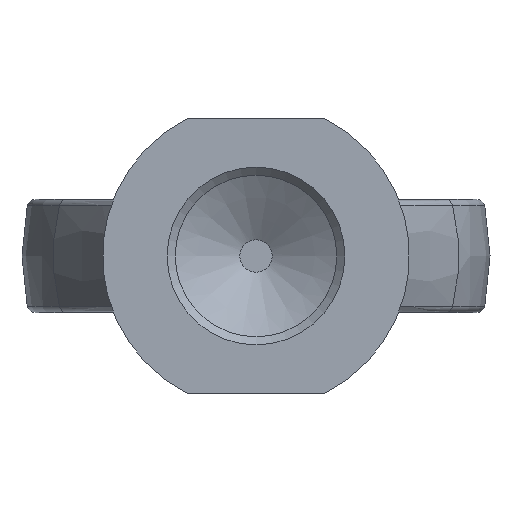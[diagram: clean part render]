
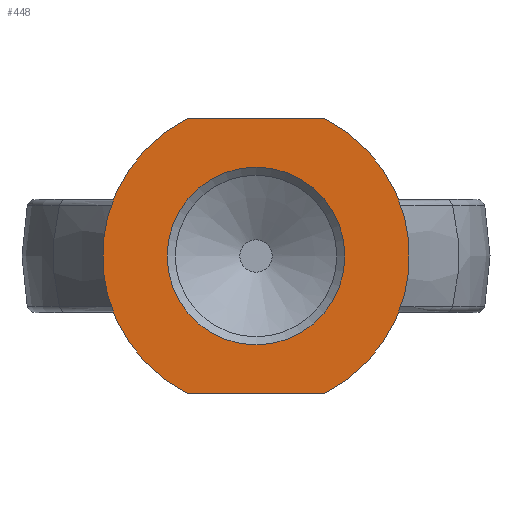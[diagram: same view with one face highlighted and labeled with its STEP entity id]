
A CAD part, front view. The second image highlights one B-rep face of the part: STEP entity #448.
In plain terms, the highlighted planar face has unit normal (0, -1, 0).
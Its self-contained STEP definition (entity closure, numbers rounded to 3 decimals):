
#68 = EDGE_CURVE ( 'NONE', #2184, #814, #2492, .T. ) ;
#100 = DIRECTION ( 'NONE',  ( 1., 0., 0. ) ) ;
#102 = DIRECTION ( 'NONE',  ( 0., 0., -1. ) ) ;
#105 = ORIENTED_EDGE ( 'NONE', *, *, #2678, .T. ) ;
#110 = VECTOR ( 'NONE', #100, 1000. ) ;
#123 = ORIENTED_EDGE ( 'NONE', *, *, #303, .T. ) ;
#130 = CARTESIAN_POINT ( 'NONE',  ( 4.195, -43., 8.5 ) ) ;
#136 = LINE ( 'NONE', #153, #2715 ) ;
#153 = CARTESIAN_POINT ( 'NONE',  ( -14.5, -43., -8.5 ) ) ;
#208 = CIRCLE ( 'NONE', #640, 5.5 ) ;
#233 = DIRECTION ( 'NONE',  ( 0., -1., 0. ) ) ;
#303 = EDGE_CURVE ( 'NONE', #2008, #1582, #991, .T. ) ;
#435 = DIRECTION ( 'NONE',  ( 0., -1., 0. ) ) ;
#448 = ADVANCED_FACE ( 'NONE', ( #2266, #974 ), #1831, .T. ) ;
#459 = DIRECTION ( 'NONE',  ( 0., -1., 0. ) ) ;
#536 = AXIS2_PLACEMENT_3D ( 'NONE', #1923, #1247, #1262 ) ;
#585 = EDGE_LOOP ( 'NONE', ( #1288 ) ) ;
#640 = AXIS2_PLACEMENT_3D ( 'NONE', #1470, #1905, #1291 ) ;
#692 = EDGE_LOOP ( 'NONE', ( #2628, #123, #2269, #105, #871, #931, #1862, #1587 ) ) ;
#764 = DIRECTION ( 'NONE',  ( 0., -1., 0. ) ) ;
#765 = CARTESIAN_POINT ( 'NONE',  ( -4.195, -43., 8.3 ) ) ;
#801 = CARTESIAN_POINT ( 'NONE',  ( -4.285, -43., -8.478 ) ) ;
#814 = VERTEX_POINT ( 'NONE', #130 ) ;
#825 = CIRCLE ( 'NONE', #2114, 0.2 ) ;
#840 = EDGE_CURVE ( 'NONE', #1532, #814, #1994, .T. ) ;
#871 = ORIENTED_EDGE ( 'NONE', *, *, #1581, .T. ) ;
#878 = CARTESIAN_POINT ( 'NONE',  ( -4.195, -43., -8.3 ) ) ;
#931 = ORIENTED_EDGE ( 'NONE', *, *, #68, .T. ) ;
#974 = FACE_OUTER_BOUND ( 'NONE', #692, .T. ) ;
#991 = CIRCLE ( 'NONE', #2276, 0.2 ) ;
#992 = EDGE_CURVE ( 'NONE', #1056, #2008, #1613, .T. ) ;
#1030 = CIRCLE ( 'NONE', #536, 0.2 ) ;
#1056 = VERTEX_POINT ( 'NONE', #1788 ) ;
#1083 = DIRECTION ( 'NONE',  ( 0., 0., -1. ) ) ;
#1185 = CARTESIAN_POINT ( 'NONE',  ( 4.285, -43., -8.478 ) ) ;
#1234 = EDGE_CURVE ( 'NONE', #1857, #1857, #208, .T. ) ;
#1247 = DIRECTION ( 'NONE',  ( 0., -1., 0. ) ) ;
#1262 = DIRECTION ( 'NONE',  ( 0., 0., -1. ) ) ;
#1288 = ORIENTED_EDGE ( 'NONE', *, *, #1234, .T. ) ;
#1291 = DIRECTION ( 'NONE',  ( 0., 0., -1. ) ) ;
#1378 = EDGE_CURVE ( 'NONE', #2416, #1582, #136, .T. ) ;
#1387 = CARTESIAN_POINT ( 'NONE',  ( -14.5, -43., 8.5 ) ) ;
#1393 = DIRECTION ( 'NONE',  ( -1., 0., 0. ) ) ;
#1467 = VERTEX_POINT ( 'NONE', #1185 ) ;
#1470 = CARTESIAN_POINT ( 'NONE',  ( 0., -43., 0. ) ) ;
#1514 = CARTESIAN_POINT ( 'NONE',  ( 0., -43., 0. ) ) ;
#1532 = VERTEX_POINT ( 'NONE', #2620 ) ;
#1581 = EDGE_CURVE ( 'NONE', #1467, #2184, #1848, .T. ) ;
#1582 = VERTEX_POINT ( 'NONE', #2446 ) ;
#1587 = ORIENTED_EDGE ( 'NONE', *, *, #1652, .T. ) ;
#1606 = DIRECTION ( 'NONE',  ( 0., 0., -1. ) ) ;
#1607 = DIRECTION ( 'NONE',  ( 0., -1., 0. ) ) ;
#1608 = CARTESIAN_POINT ( 'NONE',  ( 4.285, -43., 8.478 ) ) ;
#1611 = AXIS2_PLACEMENT_3D ( 'NONE', #2659, #2471, #102 ) ;
#1613 = CIRCLE ( 'NONE', #2405, 9.5 ) ;
#1652 = EDGE_CURVE ( 'NONE', #1532, #1056, #825, .T. ) ;
#1701 = CARTESIAN_POINT ( 'NONE',  ( 4.195, -43., 8.3 ) ) ;
#1724 = DIRECTION ( 'NONE',  ( 0., 0., -1. ) ) ;
#1788 = CARTESIAN_POINT ( 'NONE',  ( -4.285, -43., 8.478 ) ) ;
#1831 = PLANE ( 'NONE',  #1611 ) ;
#1843 = CARTESIAN_POINT ( 'NONE',  ( 0., -43., -5.5 ) ) ;
#1848 = CIRCLE ( 'NONE', #2024, 9.5 ) ;
#1857 = VERTEX_POINT ( 'NONE', #1843 ) ;
#1862 = ORIENTED_EDGE ( 'NONE', *, *, #840, .F. ) ;
#1904 = DIRECTION ( 'NONE',  ( 0., 0., -1. ) ) ;
#1905 = DIRECTION ( 'NONE',  ( 0., 1., 0. ) ) ;
#1923 = CARTESIAN_POINT ( 'NONE',  ( 4.195, -43., -8.3 ) ) ;
#1994 = LINE ( 'NONE', #1387, #110 ) ;
#2008 = VERTEX_POINT ( 'NONE', #801 ) ;
#2024 = AXIS2_PLACEMENT_3D ( 'NONE', #2649, #764, #1606 ) ;
#2114 = AXIS2_PLACEMENT_3D ( 'NONE', #765, #1607, #1904 ) ;
#2184 = VERTEX_POINT ( 'NONE', #1608 ) ;
#2266 = FACE_BOUND ( 'NONE', #585, .T. ) ;
#2269 = ORIENTED_EDGE ( 'NONE', *, *, #1378, .F. ) ;
#2276 = AXIS2_PLACEMENT_3D ( 'NONE', #878, #459, #1724 ) ;
#2403 = CARTESIAN_POINT ( 'NONE',  ( 4.195, -43., -8.5 ) ) ;
#2404 = AXIS2_PLACEMENT_3D ( 'NONE', #1701, #233, #2536 ) ;
#2405 = AXIS2_PLACEMENT_3D ( 'NONE', #1514, #435, #1083 ) ;
#2416 = VERTEX_POINT ( 'NONE', #2403 ) ;
#2446 = CARTESIAN_POINT ( 'NONE',  ( -4.195, -43., -8.5 ) ) ;
#2471 = DIRECTION ( 'NONE',  ( 0., -1., 0. ) ) ;
#2492 = CIRCLE ( 'NONE', #2404, 0.2 ) ;
#2536 = DIRECTION ( 'NONE',  ( 0., 0., -1. ) ) ;
#2620 = CARTESIAN_POINT ( 'NONE',  ( -4.195, -43., 8.5 ) ) ;
#2628 = ORIENTED_EDGE ( 'NONE', *, *, #992, .T. ) ;
#2649 = CARTESIAN_POINT ( 'NONE',  ( 0., -43., 0. ) ) ;
#2659 = CARTESIAN_POINT ( 'NONE',  ( 0., -43., 0. ) ) ;
#2678 = EDGE_CURVE ( 'NONE', #2416, #1467, #1030, .T. ) ;
#2715 = VECTOR ( 'NONE', #1393, 1000. ) ;
